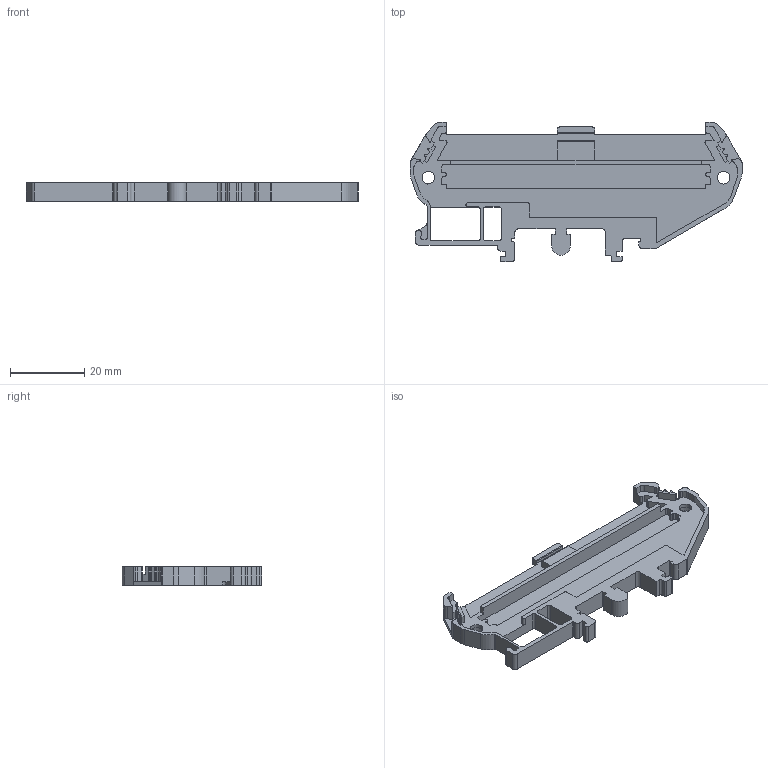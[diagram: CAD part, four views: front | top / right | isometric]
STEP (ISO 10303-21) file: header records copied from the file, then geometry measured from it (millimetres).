
FILE_DESCRIPTION(('SolidDesigner STEP Export'),'2;1');
FILE_NAME('um_72-sefel.stp','2002-12-18T10:48:58',(''),(''),'OneSpaceDesigner STEP processor Version: 9.0 (March 2001)for AP214(CD)(Solid Model)','CoCreate OneSpaceDesigner: 11.50A 18-Jul-2002(C) CoCreate Software GmbH','');
FILE_SCHEMA(('AUTOMOTIVE_DESIGN_CC2 {1 2 10303 214 -1 1 5 1}'));
Length unit declared in the file: millimetre
Products named in the file (2): um_72-sefel
Assembly tree (1 placements, depth 2):
  um_72-sefel
    um_72-sefel
Bounding box: 89.6 x 37.7 x 5 mm (x, y, z)
Volume: 5812.4 mm3; surface area: 7291.3 mm2
Topology: 1 solids, 1 shells, 322 faces, 944 edges, 629 vertices
Faces by surface type: plane 184, cylinder 138
Entity records: 12880 total; most frequent: ORIENTED_EDGE 1888, CARTESIAN_POINT 1797, DIRECTION 1675, EDGE_CURVE 944, VECTOR 661, LINE 661, VERTEX_POINT 629, AXIS2_PLACEMENT_3D 507
